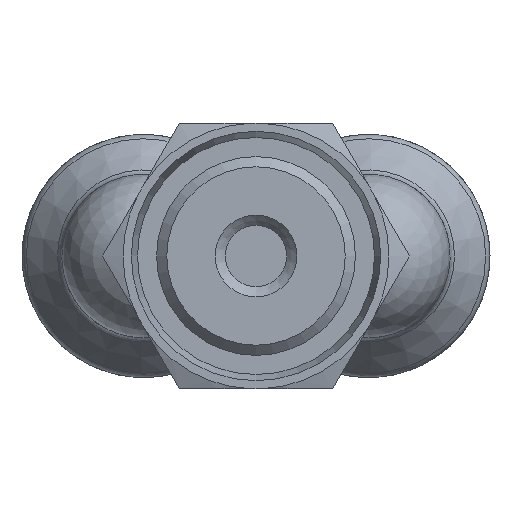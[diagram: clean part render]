
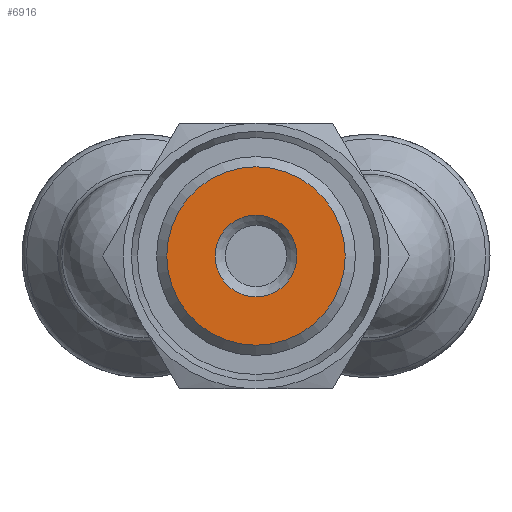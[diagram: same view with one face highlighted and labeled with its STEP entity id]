
A CAD part, front view. The second image highlights one B-rep face of the part: STEP entity #6916.
In plain terms, the highlighted face is planar.
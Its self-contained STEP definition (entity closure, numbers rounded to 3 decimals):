
#6885=CARTESIAN_POINT('',(-24.1,0.,-2.0));
#6886=VERTEX_POINT('',#6885);
#6887=CARTESIAN_POINT('',(-24.1,0.,0.0));
#6888=DIRECTION('',(-1.0,0.0,0.0));
#6889=DIRECTION('',(0.0,0.0,1.0));
#6890=AXIS2_PLACEMENT_3D('',#6887,#6888,#6889);
#6891=CIRCLE('',#6890,2.0);
#6892=EDGE_CURVE('',#6886,#6886,#6891,.T.);
#6897=CARTESIAN_POINT('',(-24.1,2.432,0.0));
#6898=DIRECTION('',(-1.0,0.0,0.0));
#6899=DIRECTION('',(0.0,0.0,1.0));
#6900=AXIS2_PLACEMENT_3D('',#6897,#6898,#6899);
#6901=PLANE('',#6900);
#6902=CARTESIAN_POINT('',(-24.1,4.364,0.));
#6903=VERTEX_POINT('',#6902);
#6904=CARTESIAN_POINT('',(-24.1,0.,0.0));
#6905=DIRECTION('',(1.0,0.0,0.0));
#6906=DIRECTION('',(0.0,-1.0,0.0));
#6907=AXIS2_PLACEMENT_3D('',#6904,#6905,#6906);
#6908=CIRCLE('',#6907,4.364);
#6909=EDGE_CURVE('',#6903,#6903,#6908,.T.);
#6910=ORIENTED_EDGE('',*,*,#6909,.F.);
#6911=EDGE_LOOP('',(#6910));
#6912=FACE_OUTER_BOUND('',#6911,.T.);
#6913=ORIENTED_EDGE('',*,*,#6892,.F.);
#6914=EDGE_LOOP('',(#6913));
#6915=FACE_BOUND('',#6914,.T.);
#6916=ADVANCED_FACE('',(#6912,#6915),#6901,.T.);
